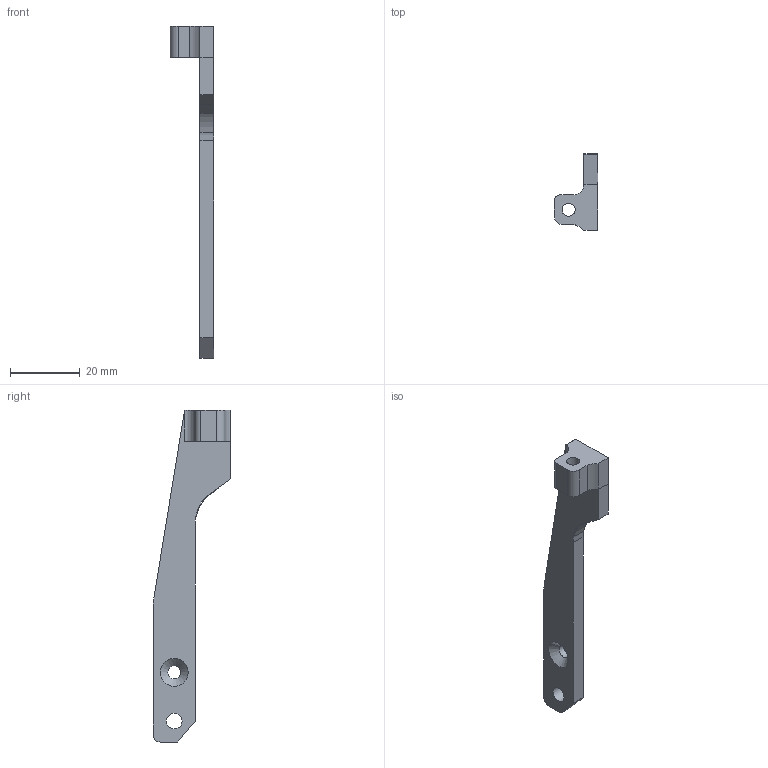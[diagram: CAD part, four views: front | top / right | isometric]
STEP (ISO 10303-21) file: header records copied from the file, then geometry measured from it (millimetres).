
FILE_DESCRIPTION(/* description */ (''),/* implementation_level */ '2;1');
FILE_NAME(/* name */ 'thing1.step',/* time_stamp */ '2025-08-22T20:36:35-04:00',/* author */ (''),/* organization */ (''),/* preprocessor_version */ 'ST-DEVELOPER v20.1',/* originating_system */ 'Autodesk Translation Framework v14.10.0.0',/* authorisation */ '');
FILE_SCHEMA (('AUTOMOTIVE_DESIGN { 1 0 10303 214 3 1 1 }'));
Length unit declared in the file: millimetre
Products named in the file (1): FusionComponent
Bounding box: 12.5 x 22.2 x 95.36 mm (x, y, z)
Volume: 4882.4 mm3; surface area: 3584.6 mm2
Topology: 2 solids, 2 shells, 37 faces, 95 edges, 62 vertices
Faces by surface type: plane 23, cylinder 12, cone 2
Full cylindrical faces by diameter (mm): 3.8 x2, 4.5 x1
Entity records: 1174 total; most frequent: DIRECTION 197, CARTESIAN_POINT 195, ORIENTED_EDGE 190, EDGE_CURVE 95, LINE 69, VECTOR 69, AXIS2_PLACEMENT_3D 64, VERTEX_POINT 62
